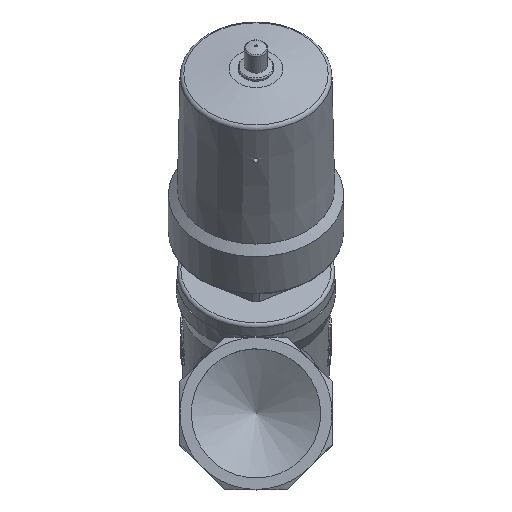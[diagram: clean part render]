
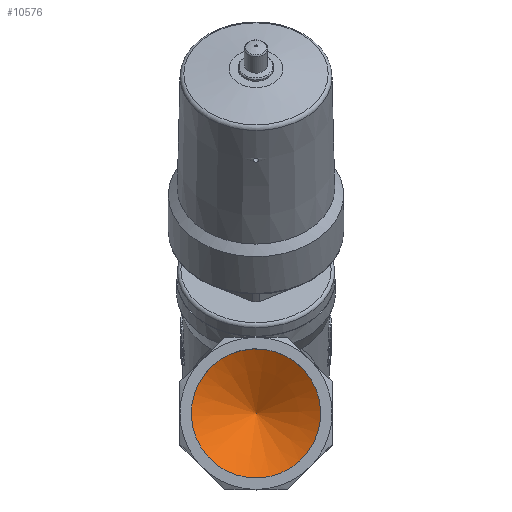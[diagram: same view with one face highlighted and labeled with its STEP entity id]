
A CAD part, top view. The second image highlights one B-rep face of the part: STEP entity #10576.
In plain terms, the highlighted conical face has half-angle 59 degrees and reference radius 18.056 mm.
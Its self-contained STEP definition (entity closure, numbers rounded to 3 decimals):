
#148=CONICAL_SURFACE('',#11505,18.057,1.03);
#975=CIRCLE('',#11506,36.113);
#976=CIRCLE('',#11507,36.113);
#1818=FACE_OUTER_BOUND('',#2451,.T.);
#2451=EDGE_LOOP('',(#8518,#8519,#8520,#8521));
#3175=LINE('',#21247,#3780);
#3780=VECTOR('',#13523,18.057);
#4597=VERTEX_POINT('',#21243);
#4598=VERTEX_POINT('',#21244);
#4599=VERTEX_POINT('',#21246);
#6002=EDGE_CURVE('',#4597,#4598,#975,.T.);
#6003=EDGE_CURVE('',#4598,#4599,#3175,.T.);
#6004=EDGE_CURVE('',#4598,#4597,#976,.T.);
#8518=ORIENTED_EDGE('',*,*,#6002,.T.);
#8519=ORIENTED_EDGE('',*,*,#6003,.T.);
#8520=ORIENTED_EDGE('',*,*,#6003,.F.);
#8521=ORIENTED_EDGE('',*,*,#6004,.T.);
#10576=ADVANCED_FACE('',(#1818),#148,.F.);
#11505=AXIS2_PLACEMENT_3D('',#21242,#13519,#13520);
#11506=AXIS2_PLACEMENT_3D('',#21245,#13521,#13522);
#11507=AXIS2_PLACEMENT_3D('',#21248,#13524,#13525);
#13519=DIRECTION('center_axis',(0.,0.,1.));
#13520=DIRECTION('ref_axis',(0.924,0.383,0.));
#13521=DIRECTION('center_axis',(0.,0.,1.));
#13522=DIRECTION('ref_axis',(0.924,0.383,0.));
#13523=DIRECTION('',(0.792,0.328,-0.515));
#13524=DIRECTION('center_axis',(0.,0.,1.));
#13525=DIRECTION('ref_axis',(0.924,0.383,0.));
#21242=CARTESIAN_POINT('Origin',(0.,0.,138.151));
#21243=CARTESIAN_POINT('',(33.364,13.82,149.));
#21244=CARTESIAN_POINT('',(-33.364,-13.82,149.));
#21245=CARTESIAN_POINT('Origin',(0.,0.,149.));
#21246=CARTESIAN_POINT('',(0.,0.,127.301));
#21247=CARTESIAN_POINT('',(-16.682,-6.91,138.151));
#21248=CARTESIAN_POINT('Origin',(0.,0.,149.));
